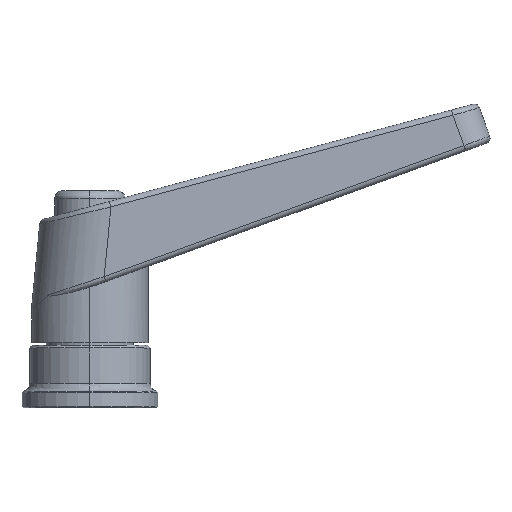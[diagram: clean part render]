
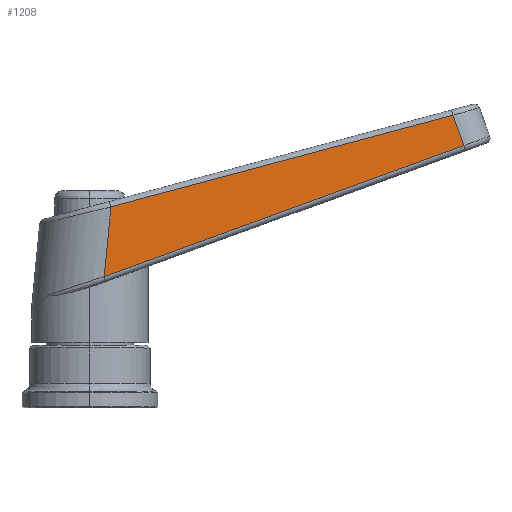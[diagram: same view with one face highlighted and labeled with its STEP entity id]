
A CAD part, top view. The second image highlights one B-rep face of the part: STEP entity #1208.
In plain terms, the highlighted planar face has unit normal (0.087, 0, 0.996).
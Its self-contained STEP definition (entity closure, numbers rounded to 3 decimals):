
#526=VERTEX_POINT('NONE',#1436);
#642=VERTEX_POINT('NONE',#1566);
#780=VERTEX_POINT('NONE',#1721);
#808=EDGE_CURVE('NONE',#1024,#526,#1751,.T.);
#868=EDGE_CURVE('NONE',#526,#780,#1817,.T.);
#892=EDGE_CURVE('NONE',#642,#1024,#1843,.T.);
#1024=VERTEX_POINT('NONE',#1991);
#1208=ADVANCED_FACE('NONE',(#2198),#2199,.F.);
#1336=EDGE_CURVE('NONE',#780,#642,#2337,.T.);
#1436=CARTESIAN_POINT('',(2.647,24.155,11.563));
#1566=CARTESIAN_POINT('',(66.89,53.864,5.943));
#1721=CARTESIAN_POINT('',(3.882,36.981,11.455));
#1751=LINE('',#3218,#3219);
#1817=LINE('',#3388,#3389);
#1843=LINE('',#3468,#3469);
#1991=CARTESIAN_POINT('',(68.923,48.278,5.765));
#2198=FACE_OUTER_BOUND('',#4860,.T.);
#2199=PLANE('',#4861);
#2337=LINE('',#5376,#5377);
#3218=CARTESIAN_POINT('',(68.923,48.278,5.765));
#3219=VECTOR('',#5918,1000.0);
#3388=CARTESIAN_POINT('',(3.528,33.307,11.486));
#3389=VECTOR('',#5994,1000.0);
#3468=CARTESIAN_POINT('',(66.89,53.864,5.943));
#3469=VECTOR('',#6015,1000.0);
#4860=EDGE_LOOP('',(#6384,#6385,#6386,#6387));
#4861=AXIS2_PLACEMENT_3D('',#6388,#6389,#6390);
#5376=CARTESIAN_POINT('',(0.206,35.996,11.777));
#5377=VECTOR('',#6524,1000.0);
#5918=DIRECTION('',(-0.937,-0.341,0.082));
#5994=DIRECTION('',(0.096,0.995,-0.008));
#6015=DIRECTION('',(0.342,-0.939,-0.03));
#6384=ORIENTED_EDGE('',*,*,#1336,.F.);
#6385=ORIENTED_EDGE('',*,*,#868,.F.);
#6386=ORIENTED_EDGE('',*,*,#808,.F.);
#6387=ORIENTED_EDGE('',*,*,#892,.F.);
#6388=CARTESIAN_POINT('',(1.024,63.0,11.705));
#6389=DIRECTION('',(-0.087,0.0,-0.996));
#6390=DIRECTION('',(-0.996,0.0,0.087));
#6524=DIRECTION('',(0.962,0.258,-0.084));
